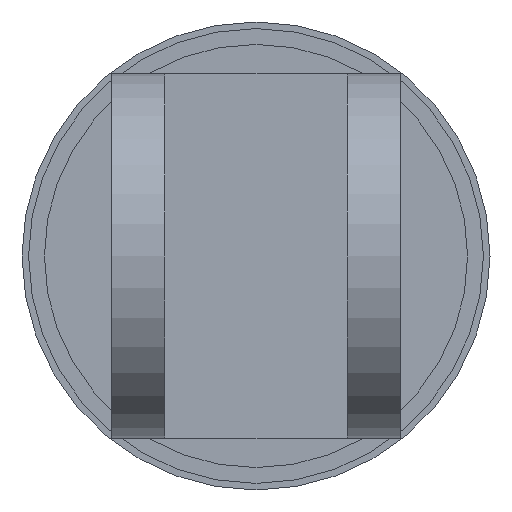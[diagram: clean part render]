
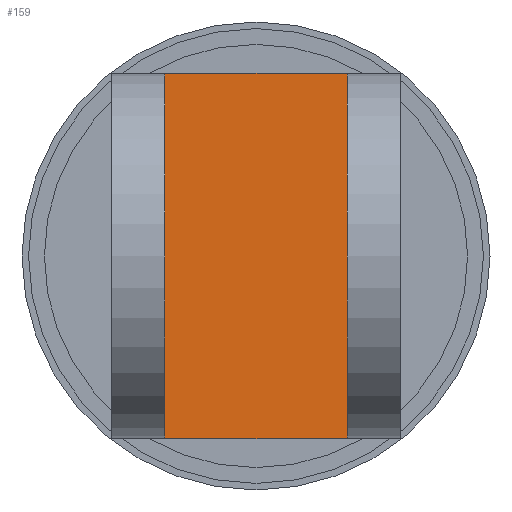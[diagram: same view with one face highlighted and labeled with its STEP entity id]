
A CAD part, left-side view. The second image highlights one B-rep face of the part: STEP entity #159.
In plain terms, the highlighted planar face has unit normal (-1, 0, 0).
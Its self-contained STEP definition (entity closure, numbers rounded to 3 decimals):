
#159=ADVANCED_FACE('',(#655),#654,.T.);
#654=PLANE('',#1576);
#655=FACE_OUTER_BOUND('',#1577,.T.);
#1573=CARTESIAN_POINT('',(3.475,-6.6,176.528));
#1574=DIRECTION('',(-1.,0.,0.));
#1575=DIRECTION('',(0.,0.,1.));
#1576=AXIS2_PLACEMENT_3D('',#1573,#1574,#1575);
#1577=EDGE_LOOP('',(#2335,#2336,#2337,#2338));
#2335=ORIENTED_EDGE('',*,*,#2536,.F.);
#2336=ORIENTED_EDGE('',*,*,#2545,.F.);
#2337=ORIENTED_EDGE('',*,*,#2546,.T.);
#2338=ORIENTED_EDGE('',*,*,#2515,.T.);
#2515=EDGE_CURVE('',#3212,#3205,#3213,.T.);
#2536=EDGE_CURVE('',#3349,#3205,#3356,.T.);
#2545=EDGE_CURVE('',#3415,#3349,#3416,.T.);
#2546=EDGE_CURVE('',#3415,#3212,#3422,.T.);
#3205=VERTEX_POINT('',#4023);
#3212=VERTEX_POINT('',#4027);
#3213=LINE('',#4028,#4029);
#3349=VERTEX_POINT('',#4119);
#3356=LINE('',#4123,#4124);
#3415=VERTEX_POINT('',#4159);
#3416=LINE('',#4160,#4161);
#3422=LINE('',#4163,#4164);
#4023=CARTESIAN_POINT('',(3.475,5.5,178.728));
#4027=CARTESIAN_POINT('',(3.475,5.5,200.728));
#4028=CARTESIAN_POINT('',(3.475,5.5,200.728));
#4029=VECTOR('',#4030,22.);
#4030=DIRECTION('',(0.,0.,-1.));
#4119=CARTESIAN_POINT('',(3.475,-5.5,178.728));
#4123=CARTESIAN_POINT('',(3.475,-5.5,178.728));
#4124=VECTOR('',#4125,11.);
#4125=DIRECTION('',(0.,1.,0.));
#4159=CARTESIAN_POINT('',(3.475,-5.5,200.728));
#4160=CARTESIAN_POINT('',(3.475,-5.5,200.728));
#4161=VECTOR('',#4162,22.);
#4162=DIRECTION('',(0.,0.,-1.));
#4163=CARTESIAN_POINT('',(3.475,-5.5,200.728));
#4164=VECTOR('',#4165,11.);
#4165=DIRECTION('',(0.,1.,0.));
